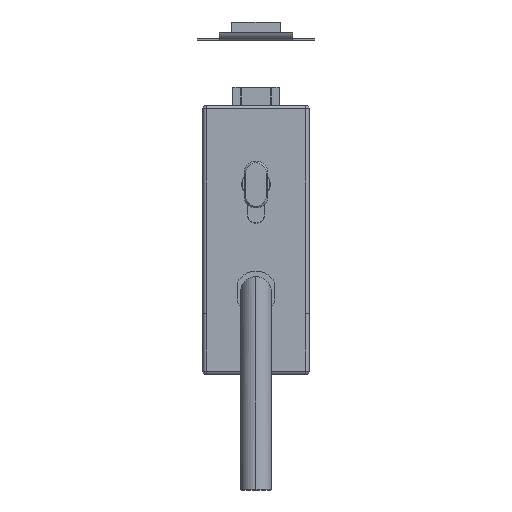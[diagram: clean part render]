
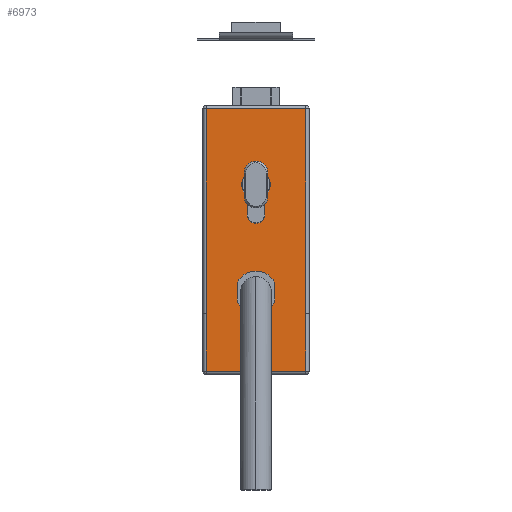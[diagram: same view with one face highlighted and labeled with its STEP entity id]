
A CAD part, left-side view. The second image highlights one B-rep face of the part: STEP entity #6973.
In plain terms, the highlighted face is planar.
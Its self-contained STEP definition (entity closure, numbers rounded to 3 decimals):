
#53 = CARTESIAN_POINT ( 'NONE',  ( -31.5, 0., 0. ) ) ;
#57 = CARTESIAN_POINT ( 'NONE',  ( -78., 0., -30.5 ) ) ;
#99 = CARTESIAN_POINT ( 'NONE',  ( -31.5, 0., 0. ) ) ;
#156 = CARTESIAN_POINT ( 'NONE',  ( 34.5, 0., 0. ) ) ;
#181 = VERTEX_POINT ( 'NONE', #6520 ) ;
#220 = AXIS2_PLACEMENT_3D ( 'NONE', #831, #243, #2664 ) ;
#243 = DIRECTION ( 'NONE',  ( 0., -1., 0. ) ) ;
#245 = DIRECTION ( 'NONE',  ( 1., 0., 0. ) ) ;
#330 = FACE_BOUND ( 'NONE', #1081, .T. ) ;
#331 = VERTEX_POINT ( 'NONE', #57 ) ;
#349 = LINE ( 'NONE', #5316, #2095 ) ;
#356 = CARTESIAN_POINT ( 'NONE',  ( -13., 0., 5.3 ) ) ;
#374 = DIRECTION ( 'NONE',  ( 0., 0., 1. ) ) ;
#492 = CARTESIAN_POINT ( 'NONE',  ( -24.475, 0., -5.3 ) ) ;
#527 = LINE ( 'NONE', #5894, #4497 ) ;
#653 = DIRECTION ( 'NONE',  ( 0., -1., 0. ) ) ;
#666 = VERTEX_POINT ( 'NONE', #1000 ) ;
#726 = DIRECTION ( 'NONE',  ( 1., 0., 0. ) ) ;
#777 = ORIENTED_EDGE ( 'NONE', *, *, #5548, .F. ) ;
#783 = AXIS2_PLACEMENT_3D ( 'NONE', #3541, #653, #6114 ) ;
#831 = CARTESIAN_POINT ( 'NONE',  ( -31.5, 0., 0. ) ) ;
#965 = PLANE ( 'NONE',  #4546 ) ;
#1000 = CARTESIAN_POINT ( 'NONE',  ( -13., 0., 5.3 ) ) ;
#1004 = CARTESIAN_POINT ( 'NONE',  ( -31.5, 0., -8.8 ) ) ;
#1081 = EDGE_LOOP ( 'NONE', ( #3081, #3870, #4517, #777, #5242, #4508 ) ) ;
#1082 = CARTESIAN_POINT ( 'NONE',  ( 47.5, 0., 30.5 ) ) ;
#1211 = DIRECTION ( 'NONE',  ( 0., 0., 1. ) ) ;
#1300 = EDGE_LOOP ( 'NONE', ( #2426, #1850, #5319, #4357, #3183, #6911 ) ) ;
#1337 = ORIENTED_EDGE ( 'NONE', *, *, #7657, .F. ) ;
#1350 = VECTOR ( 'NONE', #2930, 1000. ) ;
#1480 = CARTESIAN_POINT ( 'NONE',  ( -13., 0., -5.3 ) ) ;
#1491 = CARTESIAN_POINT ( 'NONE',  ( -24.475, 0., 5.3 ) ) ;
#1673 = DIRECTION ( 'NONE',  ( 1., 0., 0. ) ) ;
#1741 = EDGE_CURVE ( 'NONE', #6094, #2860, #349, .T. ) ;
#1806 = VECTOR ( 'NONE', #1211, 1000. ) ;
#1849 = EDGE_CURVE ( 'NONE', #2526, #181, #5550, .T. ) ;
#1850 = ORIENTED_EDGE ( 'NONE', *, *, #3213, .T. ) ;
#1891 = CARTESIAN_POINT ( 'NONE',  ( 47.5, 0., -30.5 ) ) ;
#2095 = VECTOR ( 'NONE', #7078, 1000. ) ;
#2153 = DIRECTION ( 'NONE',  ( 0., 1., 0. ) ) ;
#2191 = CARTESIAN_POINT ( 'NONE',  ( 47.5, 0., 0. ) ) ;
#2263 = CARTESIAN_POINT ( 'NONE',  ( 34.5, 0., 9. ) ) ;
#2300 = EDGE_CURVE ( 'NONE', #2860, #331, #3671, .T. ) ;
#2426 = ORIENTED_EDGE ( 'NONE', *, *, #2805, .T. ) ;
#2441 = CIRCLE ( 'NONE', #783, 5.3 ) ;
#2524 = DIRECTION ( 'NONE',  ( 0., -1., 0. ) ) ;
#2526 = VERTEX_POINT ( 'NONE', #6942 ) ;
#2581 = DIRECTION ( 'NONE',  ( 1., 0., 0. ) ) ;
#2664 = DIRECTION ( 'NONE',  ( 1., 0., 0. ) ) ;
#2784 = EDGE_CURVE ( 'NONE', #4127, #666, #2441, .T. ) ;
#2805 = EDGE_CURVE ( 'NONE', #181, #5973, #4787, .T. ) ;
#2819 = VECTOR ( 'NONE', #7129, 1000. ) ;
#2860 = VERTEX_POINT ( 'NONE', #4940 ) ;
#2930 = DIRECTION ( 'NONE',  ( 1., 0., 0. ) ) ;
#3013 = CARTESIAN_POINT ( 'NONE',  ( 83., 0., 32.5 ) ) ;
#3029 = CIRCLE ( 'NONE', #220, 8.8 ) ;
#3081 = ORIENTED_EDGE ( 'NONE', *, *, #3838, .F. ) ;
#3091 = AXIS2_PLACEMENT_3D ( 'NONE', #156, #5035, #2581 ) ;
#3183 = ORIENTED_EDGE ( 'NONE', *, *, #3251, .T. ) ;
#3213 = EDGE_CURVE ( 'NONE', #5973, #6094, #3406, .T. ) ;
#3251 = EDGE_CURVE ( 'NONE', #331, #2526, #527, .T. ) ;
#3371 = CIRCLE ( 'NONE', #7864, 8.8 ) ;
#3406 = LINE ( 'NONE', #1082, #5529 ) ;
#3415 = FACE_OUTER_BOUND ( 'NONE', #1300, .T. ) ;
#3526 = VECTOR ( 'NONE', #7841, 1000. ) ;
#3541 = CARTESIAN_POINT ( 'NONE',  ( -13., 0., 0. ) ) ;
#3554 = CARTESIAN_POINT ( 'NONE',  ( -78., 0., 0. ) ) ;
#3621 = LINE ( 'NONE', #492, #1350 ) ;
#3669 = VERTEX_POINT ( 'NONE', #5642 ) ;
#3671 = LINE ( 'NONE', #3554, #5313 ) ;
#3679 = EDGE_CURVE ( 'NONE', #5709, #4980, #7320, .T. ) ;
#3838 = EDGE_CURVE ( 'NONE', #666, #6513, #3991, .T. ) ;
#3839 = CARTESIAN_POINT ( 'NONE',  ( -31.5, 0., 8.8 ) ) ;
#3870 = ORIENTED_EDGE ( 'NONE', *, *, #2784, .F. ) ;
#3874 = EDGE_LOOP ( 'NONE', ( #5846, #1337 ) ) ;
#3921 = DIRECTION ( 'NONE',  ( 0., -1., 0. ) ) ;
#3991 = LINE ( 'NONE', #356, #2819 ) ;
#4048 = DIRECTION ( 'NONE',  ( -1., 0., 0. ) ) ;
#4127 = VERTEX_POINT ( 'NONE', #1480 ) ;
#4357 = ORIENTED_EDGE ( 'NONE', *, *, #2300, .T. ) ;
#4375 = DIRECTION ( 'NONE',  ( 1., 0., 0. ) ) ;
#4401 = CARTESIAN_POINT ( 'NONE',  ( 83., 0., 30.5 ) ) ;
#4402 = DIRECTION ( 'NONE',  ( 0., -1., 0. ) ) ;
#4497 = VECTOR ( 'NONE', #1673, 1000. ) ;
#4508 = ORIENTED_EDGE ( 'NONE', *, *, #7512, .F. ) ;
#4517 = ORIENTED_EDGE ( 'NONE', *, *, #5770, .F. ) ;
#4546 = AXIS2_PLACEMENT_3D ( 'NONE', #2191, #2153, #374 ) ;
#4616 = VERTEX_POINT ( 'NONE', #1004 ) ;
#4787 = LINE ( 'NONE', #3013, #1806 ) ;
#4906 = VERTEX_POINT ( 'NONE', #3839 ) ;
#4940 = CARTESIAN_POINT ( 'NONE',  ( -78., 0., 30.5 ) ) ;
#4980 = VERTEX_POINT ( 'NONE', #2263 ) ;
#5035 = DIRECTION ( 'NONE',  ( 0., -1., 0. ) ) ;
#5177 = FACE_BOUND ( 'NONE', #3874, .T. ) ;
#5242 = ORIENTED_EDGE ( 'NONE', *, *, #6154, .F. ) ;
#5313 = VECTOR ( 'NONE', #5476, 1000. ) ;
#5316 = CARTESIAN_POINT ( 'NONE',  ( 47.5, 0., 30.5 ) ) ;
#5319 = ORIENTED_EDGE ( 'NONE', *, *, #1741, .T. ) ;
#5476 = DIRECTION ( 'NONE',  ( 0., 0., -1. ) ) ;
#5529 = VECTOR ( 'NONE', #4048, 1000. ) ;
#5548 = EDGE_CURVE ( 'NONE', #4616, #3669, #3371, .T. ) ;
#5550 = LINE ( 'NONE', #1891, #3526 ) ;
#5642 = CARTESIAN_POINT ( 'NONE',  ( -24.475, 0., -5.3 ) ) ;
#5709 = VERTEX_POINT ( 'NONE', #7058 ) ;
#5770 = EDGE_CURVE ( 'NONE', #3669, #4127, #3621, .T. ) ;
#5837 = AXIS2_PLACEMENT_3D ( 'NONE', #7483, #3921, #245 ) ;
#5846 = ORIENTED_EDGE ( 'NONE', *, *, #3679, .F. ) ;
#5894 = CARTESIAN_POINT ( 'NONE',  ( 47.5, 0., -30.5 ) ) ;
#5973 = VERTEX_POINT ( 'NONE', #4401 ) ;
#6094 = VERTEX_POINT ( 'NONE', #7682 ) ;
#6114 = DIRECTION ( 'NONE',  ( -1., 0., 0. ) ) ;
#6154 = EDGE_CURVE ( 'NONE', #4906, #4616, #3029, .T. ) ;
#6237 = CIRCLE ( 'NONE', #5837, 9. ) ;
#6513 = VERTEX_POINT ( 'NONE', #1491 ) ;
#6520 = CARTESIAN_POINT ( 'NONE',  ( 83., 0., -30.5 ) ) ;
#6626 = AXIS2_PLACEMENT_3D ( 'NONE', #53, #4402, #726 ) ;
#6911 = ORIENTED_EDGE ( 'NONE', *, *, #1849, .T. ) ;
#6942 = CARTESIAN_POINT ( 'NONE',  ( 47.5, 0., -30.5 ) ) ;
#6973 = ADVANCED_FACE ( 'NONE', ( #5177, #330, #3415 ), #965, .F. ) ;
#7058 = CARTESIAN_POINT ( 'NONE',  ( 34.5, 0., -9. ) ) ;
#7078 = DIRECTION ( 'NONE',  ( -1., 0., 0. ) ) ;
#7129 = DIRECTION ( 'NONE',  ( -1., 0., 0. ) ) ;
#7320 = CIRCLE ( 'NONE', #3091, 9. ) ;
#7483 = CARTESIAN_POINT ( 'NONE',  ( 34.5, 0., 0. ) ) ;
#7499 = CIRCLE ( 'NONE', #6626, 8.8 ) ;
#7512 = EDGE_CURVE ( 'NONE', #6513, #4906, #7499, .T. ) ;
#7657 = EDGE_CURVE ( 'NONE', #4980, #5709, #6237, .T. ) ;
#7682 = CARTESIAN_POINT ( 'NONE',  ( 47.5, 0., 30.5 ) ) ;
#7841 = DIRECTION ( 'NONE',  ( 1., 0., 0. ) ) ;
#7864 = AXIS2_PLACEMENT_3D ( 'NONE', #99, #2524, #4375 ) ;
